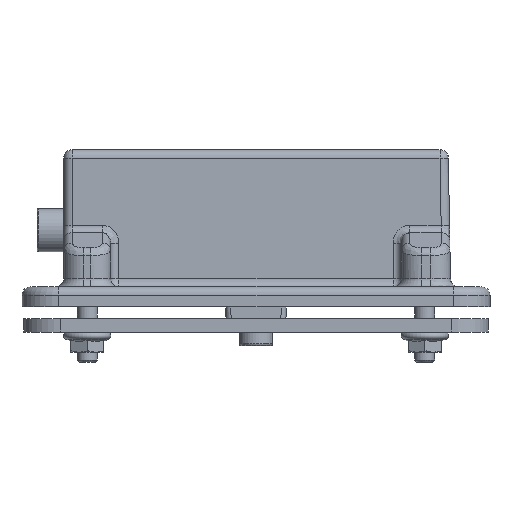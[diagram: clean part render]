
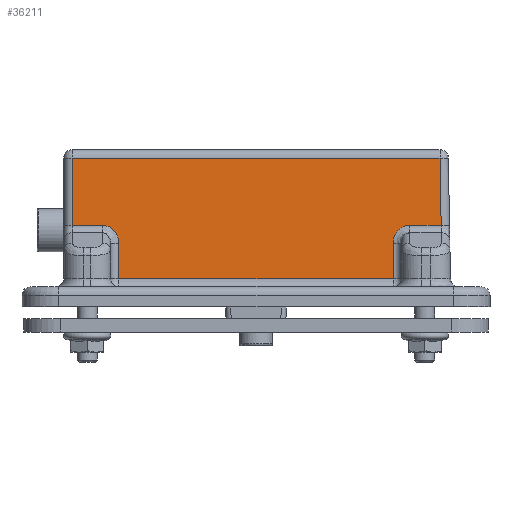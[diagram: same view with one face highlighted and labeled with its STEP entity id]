
A CAD part, left-side view. The second image highlights one B-rep face of the part: STEP entity #36211.
In plain terms, the highlighted planar face has unit normal (-1, 0, 0.018).
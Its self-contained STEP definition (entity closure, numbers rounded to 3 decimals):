
#174=ELLIPSE('',#39999,0.548,0.5);
#175=ELLIPSE('',#40000,0.548,0.5);
#2496=FACE_OUTER_BOUND('',#4662,.T.);
#4662=EDGE_LOOP('',(#30145,#30146,#30147,#30148,#30149,#30150,#30151,#30152,
#30153,#30154));
#9456=LINE('',#61807,#12529);
#9472=LINE('',#61854,#12545);
#9473=LINE('',#61858,#12546);
#9474=LINE('',#61862,#12547);
#9475=LINE('',#61864,#12548);
#9476=LINE('',#61866,#12549);
#9477=LINE('',#61868,#12550);
#9478=LINE('',#61870,#12551);
#12529=VECTOR('',#50386,1.);
#12545=VECTOR('',#50440,1.);
#12546=VECTOR('',#50445,1.);
#12547=VECTOR('',#50448,1.);
#12548=VECTOR('',#50449,1.);
#12549=VECTOR('',#50450,1.);
#12550=VECTOR('',#50451,1.);
#12551=VECTOR('',#50452,1.);
#15502=VERTEX_POINT('',#61802);
#15503=VERTEX_POINT('',#61805);
#15515=VERTEX_POINT('',#61853);
#15516=VERTEX_POINT('',#61857);
#15517=VERTEX_POINT('',#61859);
#15518=VERTEX_POINT('',#61861);
#15519=VERTEX_POINT('',#61863);
#15520=VERTEX_POINT('',#61865);
#15521=VERTEX_POINT('',#61867);
#15522=VERTEX_POINT('',#61869);
#20398=EDGE_CURVE('',#15503,#15502,#9456,.T.);
#20421=EDGE_CURVE('',#15502,#15515,#9472,.T.);
#20423=EDGE_CURVE('',#15516,#15503,#9473,.T.);
#20424=EDGE_CURVE('',#15517,#15516,#174,.T.);
#20425=EDGE_CURVE('',#15518,#15517,#9474,.T.);
#20426=EDGE_CURVE('',#15519,#15518,#9475,.T.);
#20427=EDGE_CURVE('',#15520,#15519,#9476,.T.);
#20428=EDGE_CURVE('',#15521,#15520,#9477,.T.);
#20429=EDGE_CURVE('',#15522,#15521,#9478,.T.);
#20430=EDGE_CURVE('',#15515,#15522,#175,.T.);
#30145=ORIENTED_EDGE('',*,*,#20398,.F.);
#30146=ORIENTED_EDGE('',*,*,#20423,.F.);
#30147=ORIENTED_EDGE('',*,*,#20424,.F.);
#30148=ORIENTED_EDGE('',*,*,#20425,.F.);
#30149=ORIENTED_EDGE('',*,*,#20426,.F.);
#30150=ORIENTED_EDGE('',*,*,#20427,.F.);
#30151=ORIENTED_EDGE('',*,*,#20428,.F.);
#30152=ORIENTED_EDGE('',*,*,#20429,.F.);
#30153=ORIENTED_EDGE('',*,*,#20430,.F.);
#30154=ORIENTED_EDGE('',*,*,#20421,.F.);
#32528=PLANE('',#39998);
#36211=ADVANCED_FACE('',(#2496),#32528,.T.);
#39998=AXIS2_PLACEMENT_3D('',#61856,#50443,#50444);
#39999=AXIS2_PLACEMENT_3D('',#61860,#50446,#50447);
#40000=AXIS2_PLACEMENT_3D('',#61871,#50453,#50454);
#50386=DIRECTION('',(0.,1.,0.));
#50440=DIRECTION('',(0.017,0.,1.));
#50443=DIRECTION('center_axis',(-1.,0.,
0.017));
#50444=DIRECTION('ref_axis',(0.,1.,0.));
#50445=DIRECTION('',(-0.017,0.,-1.));
#50446=DIRECTION('center_axis',(-1.,0.,
0.017));
#50447=DIRECTION('ref_axis',(0.017,0.,1.));
#50448=DIRECTION('',(0.,1.,0.));
#50449=DIRECTION('',(-0.017,-0.017,-1.));
#50450=DIRECTION('',(0.,-1.,0.));
#50451=DIRECTION('',(0.017,0.,1.));
#50452=DIRECTION('',(0.,1.,0.));
#50453=DIRECTION('center_axis',(-1.,0.,
0.017));
#50454=DIRECTION('ref_axis',(0.017,0.,1.));
#61802=CARTESIAN_POINT('',(-9.067,4.1,-3.454));
#61805=CARTESIAN_POINT('',(-9.067,-4.1,-3.454));
#61807=CARTESIAN_POINT('',(-9.067,-2.875,-3.454));
#61853=CARTESIAN_POINT('',(-9.049,4.1,-2.404));
#61854=CARTESIAN_POINT('',(-9.036,4.1,-1.649));
#61856=CARTESIAN_POINT('Origin',(-9.,-5.75,0.4));
#61857=CARTESIAN_POINT('',(-9.049,-4.1,-2.404));
#61858=CARTESIAN_POINT('',(-9.036,-4.1,-1.649));
#61859=CARTESIAN_POINT('',(-9.039,-4.6,-1.856));
#61860=CARTESIAN_POINT('Origin',(-9.049,-4.6,-2.404));
#61861=CARTESIAN_POINT('',(-9.039,-5.539,-1.856));
#61862=CARTESIAN_POINT('',(-9.039,-5.75,-1.856));
#61863=CARTESIAN_POINT('',(-9.004,-5.504,0.154));
#61864=CARTESIAN_POINT('',(-8.997,-5.497,0.553));
#61865=CARTESIAN_POINT('',(-9.004,5.5,0.154));
#61866=CARTESIAN_POINT('',(-9.004,-2.875,0.154));
#61867=CARTESIAN_POINT('',(-9.039,5.5,-1.856));
#61868=CARTESIAN_POINT('',(-9.,5.5,0.4));
#61869=CARTESIAN_POINT('',(-9.039,4.6,-1.856));
#61870=CARTESIAN_POINT('',(-9.039,0.,-1.856));
#61871=CARTESIAN_POINT('Origin',(-9.049,4.6,-2.404));
